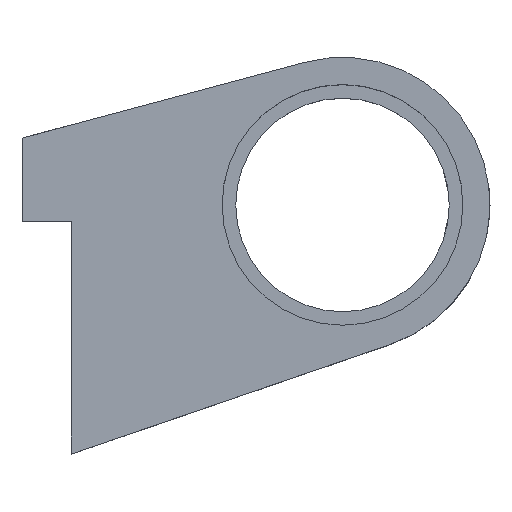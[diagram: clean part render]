
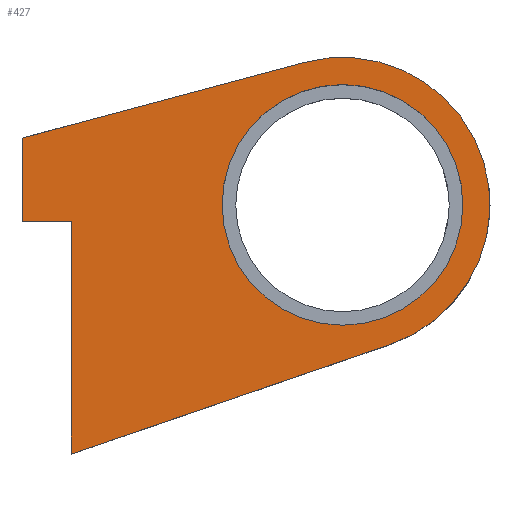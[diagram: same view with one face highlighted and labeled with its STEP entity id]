
A CAD part, top view. The second image highlights one B-rep face of the part: STEP entity #427.
In plain terms, the highlighted planar face has unit normal (0, 0, 1).
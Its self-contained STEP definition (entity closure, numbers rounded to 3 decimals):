
#3 = CARTESIAN_POINT ( 'NONE',  ( -128.05, 110.108, 41.6 ) ) ;
#11 = FACE_BOUND ( 'NONE', #668, .T. ) ;
#32 = VECTOR ( 'NONE', #1518, 1000. ) ;
#34 = CARTESIAN_POINT ( 'NONE',  ( -210.62, 127.324, 41.6 ) ) ;
#38 = VERTEX_POINT ( 'NONE', #51 ) ;
#51 = CARTESIAN_POINT ( 'NONE',  ( -159.05, 110.108, 41.6 ) ) ;
#56 = CARTESIAN_POINT ( 'NONE',  ( -128.05, 110.108, 41.6 ) ) ;
#77 = VECTOR ( 'NONE', #673, 1000. ) ;
#122 = LINE ( 'NONE', #1475, #1527 ) ;
#123 = EDGE_CURVE ( 'NONE', #1386, #863, #446, .T. ) ;
#147 = DIRECTION ( 'NONE',  ( 1., 0., 0. ) ) ;
#153 = VERTEX_POINT ( 'NONE', #1772 ) ;
#190 = CIRCLE ( 'NONE', #1429, 38. ) ;
#196 = DIRECTION ( 'NONE',  ( 1., 0., 0. ) ) ;
#209 = DIRECTION ( 'NONE',  ( 0., 0., 1. ) ) ;
#214 = CARTESIAN_POINT ( 'NONE',  ( -197.92, 45.907, 41.6 ) ) ;
#409 = VERTEX_POINT ( 'NONE', #1070 ) ;
#427 = ADVANCED_FACE ( 'NONE', ( #11, #1456 ), #1595, .T. ) ;
#446 = LINE ( 'NONE', #1777, #77 ) ;
#467 = DIRECTION ( 'NONE',  ( 0., 0., 1. ) ) ;
#476 = AXIS2_PLACEMENT_3D ( 'NONE', #56, #1046, #196 ) ;
#506 = AXIS2_PLACEMENT_3D ( 'NONE', #645, #209, #1199 ) ;
#540 = CARTESIAN_POINT ( 'NONE',  ( -210.62, 105.907, 41.6 ) ) ;
#645 = CARTESIAN_POINT ( 'NONE',  ( -128.05, 110.108, 41.6 ) ) ;
#656 = DIRECTION ( 'NONE',  ( 0., -1., 0. ) ) ;
#668 = EDGE_LOOP ( 'NONE', ( #1616, #887 ) ) ;
#673 = DIRECTION ( 'NONE',  ( 0., -1., 0. ) ) ;
#677 = EDGE_CURVE ( 'NONE', #863, #1453, #783, .T. ) ;
#775 = EDGE_CURVE ( 'NONE', #409, #38, #1353, .T. ) ;
#783 = LINE ( 'NONE', #540, #32 ) ;
#863 = VERTEX_POINT ( 'NONE', #1773 ) ;
#887 = ORIENTED_EDGE ( 'NONE', *, *, #1566, .F. ) ;
#897 = ORIENTED_EDGE ( 'NONE', *, *, #677, .T. ) ;
#912 = AXIS2_PLACEMENT_3D ( 'NONE', #3, #999, #147 ) ;
#916 = CARTESIAN_POINT ( 'NONE',  ( -128.05, 110.108, 41.6 ) ) ;
#930 = EDGE_CURVE ( 'NONE', #1364, #153, #190, .T. ) ;
#933 = DIRECTION ( 'NONE',  ( 0.946, 0.325, 0. ) ) ;
#999 = DIRECTION ( 'NONE',  ( 0., 0., 1. ) ) ;
#1001 = VERTEX_POINT ( 'NONE', #214 ) ;
#1028 = ORIENTED_EDGE ( 'NONE', *, *, #123, .T. ) ;
#1032 = EDGE_LOOP ( 'NONE', ( #1028, #897, #1363, #1658, #1050, #1608 ) ) ;
#1046 = DIRECTION ( 'NONE',  ( 0., 0., 1. ) ) ;
#1050 = ORIENTED_EDGE ( 'NONE', *, *, #930, .T. ) ;
#1057 = EDGE_CURVE ( 'NONE', #1453, #1001, #1102, .T. ) ;
#1070 = CARTESIAN_POINT ( 'NONE',  ( -97.05, 110.108, 41.6 ) ) ;
#1102 = LINE ( 'NONE', #1493, #1422 ) ;
#1135 = VECTOR ( 'NONE', #1683, 1000. ) ;
#1199 = DIRECTION ( 'NONE',  ( 1., 0., 0. ) ) ;
#1232 = EDGE_CURVE ( 'NONE', #1001, #1364, #122, .T. ) ;
#1260 = CARTESIAN_POINT ( 'NONE',  ( -197.92, 105.907, 41.6 ) ) ;
#1276 = CARTESIAN_POINT ( 'NONE',  ( -210.62, 127.324, 41.6 ) ) ;
#1353 = CIRCLE ( 'NONE', #912, 31. ) ;
#1363 = ORIENTED_EDGE ( 'NONE', *, *, #1057, .T. ) ;
#1364 = VERTEX_POINT ( 'NONE', #1706 ) ;
#1386 = VERTEX_POINT ( 'NONE', #34 ) ;
#1417 = CIRCLE ( 'NONE', #476, 31. ) ;
#1422 = VECTOR ( 'NONE', #656, 1000. ) ;
#1429 = AXIS2_PLACEMENT_3D ( 'NONE', #916, #467, #1455 ) ;
#1453 = VERTEX_POINT ( 'NONE', #1260 ) ;
#1455 = DIRECTION ( 'NONE',  ( 1., 0., 0. ) ) ;
#1456 = FACE_OUTER_BOUND ( 'NONE', #1032, .T. ) ;
#1475 = CARTESIAN_POINT ( 'NONE',  ( -197.92, 45.907, 41.6 ) ) ;
#1488 = EDGE_CURVE ( 'NONE', #153, #1386, #1587, .T. ) ;
#1493 = CARTESIAN_POINT ( 'NONE',  ( -197.92, 105.907, 41.6 ) ) ;
#1518 = DIRECTION ( 'NONE',  ( 1., 0., 0. ) ) ;
#1527 = VECTOR ( 'NONE', #933, 1000. ) ;
#1566 = EDGE_CURVE ( 'NONE', #38, #409, #1417, .T. ) ;
#1587 = LINE ( 'NONE', #1276, #1135 ) ;
#1595 = PLANE ( 'NONE',  #506 ) ;
#1608 = ORIENTED_EDGE ( 'NONE', *, *, #1488, .T. ) ;
#1616 = ORIENTED_EDGE ( 'NONE', *, *, #775, .F. ) ;
#1658 = ORIENTED_EDGE ( 'NONE', *, *, #1232, .T. ) ;
#1683 = DIRECTION ( 'NONE',  ( -0.966, -0.259, 0. ) ) ;
#1706 = CARTESIAN_POINT ( 'NONE',  ( -115.697, 74.172, 41.6 ) ) ;
#1772 = CARTESIAN_POINT ( 'NONE',  ( -137.885, 146.813, 41.6 ) ) ;
#1773 = CARTESIAN_POINT ( 'NONE',  ( -210.62, 105.907, 41.6 ) ) ;
#1777 = CARTESIAN_POINT ( 'NONE',  ( -210.62, 105.907, 41.6 ) ) ;
